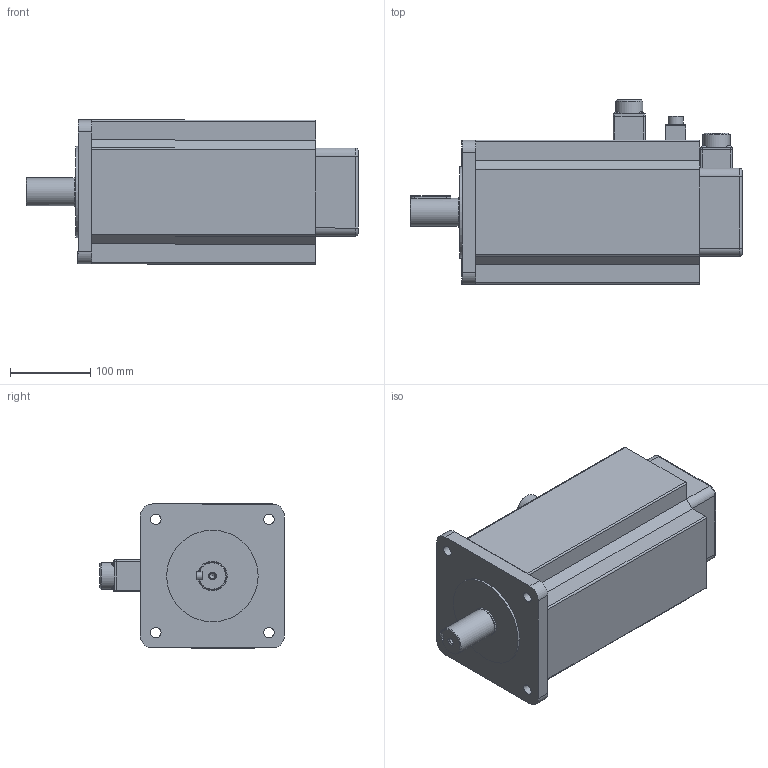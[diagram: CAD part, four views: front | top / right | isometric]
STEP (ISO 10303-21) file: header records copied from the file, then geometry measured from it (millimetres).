
FILE_DESCRIPTION(('STEP AP214'), '1');
FILE_NAME('栫謼鍱睯蜬蠈錪 B1835015GY12C1A0', '', ('UNSPECIFIED'), ('UNSPECIFIED'), 'ASCON STEP Converter 1.6', 'ASCON Math Kernel', '');
FILE_SCHEMA(('AUTOMOTIVE_DESIGN { 1 0 10303 214 3 1 1}'));
Length unit declared in the file: millimetre
Bounding box: 415 x 231 x 180 mm (x, y, z)
Volume: 9143154.8 mm3; surface area: 391384.4 mm2
Topology: 11 solids, 11 shells, 377 faces, 958 edges, 633 vertices
Faces by surface type: plane 265, cylinder 86, cone 9, torus 9, sphere 8
Full cylindrical faces by diameter (mm): 2 x3, 4 x16, 6.647 x1, 7 x8, 13 x4, 17 x1, 19 x1, 26 x2, 34 x2, 35 x1, 37 x1, 114.3 x1
Entity records: 14468 total; most frequent: CARTESIAN_POINT 2039, DIRECTION 2019, ORIENTED_EDGE 1796, EDGE_CURVE 898, AXIS2_PLACEMENT_3D 746, VERTEX_POINT 626, LINE 527, VECTOR 527
